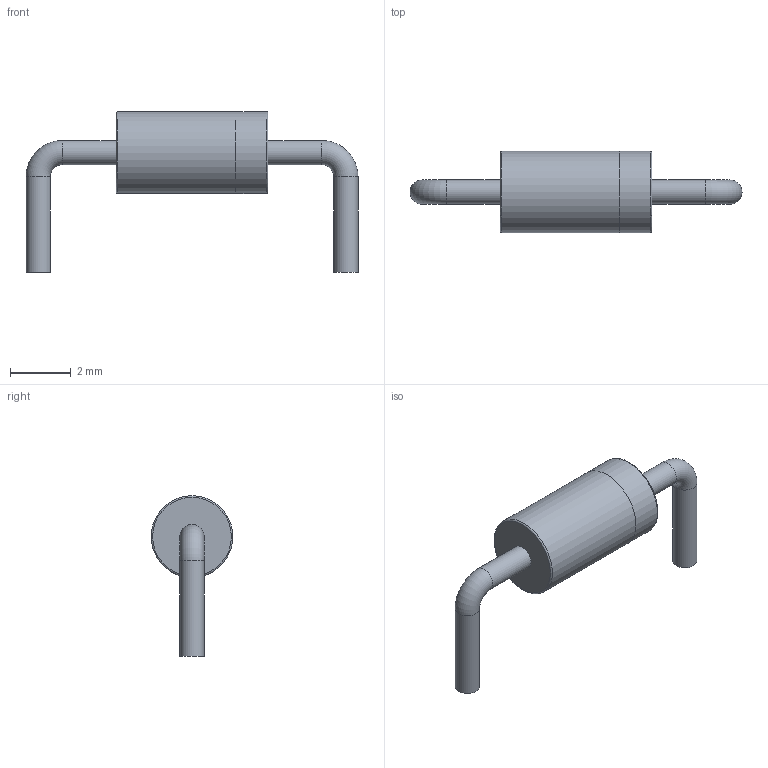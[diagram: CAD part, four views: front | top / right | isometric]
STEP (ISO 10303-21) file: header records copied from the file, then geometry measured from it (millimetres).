
FILE_DESCRIPTION(('STEP AP214'), '1');
FILE_NAME('DO-204AL', '', ('UNSPECIFIED'), ('UNSPECIFIED'), 'ASCON STEP Converter 1.3', 'ASCON Math Kernel', '');
FILE_SCHEMA(('AUTOMOTIVE_DESIGN { 1 0 10303 214 3 1 1}'));
Length unit declared in the file: millimetre
Bounding box: 10.96 x 2.7 x 5.3 mm (x, y, z)
Volume: 34.8 mm3; surface area: 86.6 mm2
Topology: 3 solids, 3 shells, 16 faces, 23 edges, 13 vertices
Faces by surface type: cylinder 6, plane 6, torus 4
Full cylindrical faces by diameter (mm): 0.8 x4, 2.7 x2
Entity records: 478 total; most frequent: DIRECTION 60, CARTESIAN_POINT 43, AXIS2_PLACEMENT_3D 30, EDGE_LOOP 26, ORIENTED_EDGE 26, FACE_OUTER_BOUND 20, COLOUR_RGB 19, FILL_AREA_STYLE_COLOUR 19
